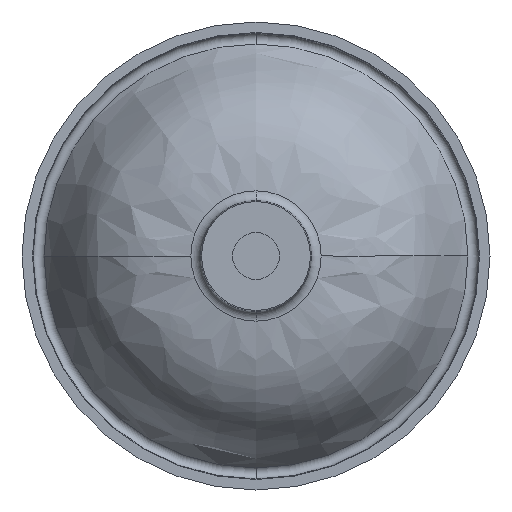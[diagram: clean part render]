
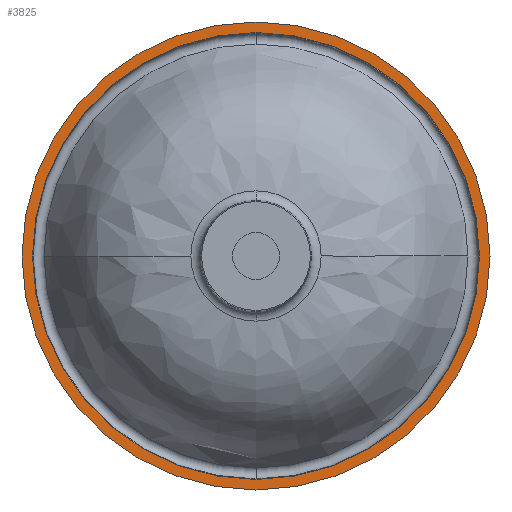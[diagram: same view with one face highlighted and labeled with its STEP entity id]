
A CAD part, front view. The second image highlights one B-rep face of the part: STEP entity #3825.
In plain terms, the highlighted planar face has unit normal (0, -1, 0).
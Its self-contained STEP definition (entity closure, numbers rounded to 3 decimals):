
#1 = AXIS2_PLACEMENT_3D ( 'NONE', #142, #2719, #3707 ) ;
#124 = EDGE_CURVE ( 'NONE', #1130, #4117, #3992, .T. ) ;
#142 = CARTESIAN_POINT ( 'NONE',  ( 0., -30., 0. ) ) ;
#210 = ORIENTED_EDGE ( 'NONE', *, *, #249, .T. ) ;
#249 = EDGE_CURVE ( 'NONE', #4117, #1130, #3306, .T. ) ;
#271 = AXIS2_PLACEMENT_3D ( 'NONE', #3659, #4018, #1702 ) ;
#371 = DIRECTION ( 'NONE',  ( 0., 1., 0. ) ) ;
#839 = CARTESIAN_POINT ( 'NONE',  ( 0., -30., 225.29 ) ) ;
#1028 = EDGE_CURVE ( 'NONE', #2626, #2263, #2411, .T. ) ;
#1100 = FACE_BOUND ( 'NONE', #4041, .T. ) ;
#1130 = VERTEX_POINT ( 'NONE', #839 ) ;
#1296 = AXIS2_PLACEMENT_3D ( 'NONE', #3908, #1928, #2233 ) ;
#1702 = DIRECTION ( 'NONE',  ( 0., 0., -1. ) ) ;
#1915 = CARTESIAN_POINT ( 'NONE',  ( 0., -30., 0. ) ) ;
#1928 = DIRECTION ( 'NONE',  ( 0., -1., 0. ) ) ;
#1951 = CARTESIAN_POINT ( 'NONE',  ( 0., -30., 0. ) ) ;
#2170 = ORIENTED_EDGE ( 'NONE', *, *, #124, .T. ) ;
#2233 = DIRECTION ( 'NONE',  ( 0., 0., -1. ) ) ;
#2263 = VERTEX_POINT ( 'NONE', #2708 ) ;
#2349 = ORIENTED_EDGE ( 'NONE', *, *, #1028, .T. ) ;
#2379 = ORIENTED_EDGE ( 'NONE', *, *, #4063, .T. ) ;
#2411 = CIRCLE ( 'NONE', #3629, 215.136 ) ;
#2583 = EDGE_LOOP ( 'NONE', ( #2170, #210 ) ) ;
#2626 = VERTEX_POINT ( 'NONE', #4196 ) ;
#2708 = CARTESIAN_POINT ( 'NONE',  ( 0., -30., 215.136 ) ) ;
#2719 = DIRECTION ( 'NONE',  ( 0., -1., 0. ) ) ;
#2964 = AXIS2_PLACEMENT_3D ( 'NONE', #1915, #3208, #3250 ) ;
#3032 = FACE_OUTER_BOUND ( 'NONE', #2583, .T. ) ;
#3208 = DIRECTION ( 'NONE',  ( 0., 1., 0. ) ) ;
#3250 = DIRECTION ( 'NONE',  ( 0., 0., -1. ) ) ;
#3272 = CARTESIAN_POINT ( 'NONE',  ( 0., -30., -225.29 ) ) ;
#3306 = CIRCLE ( 'NONE', #271, 225.29 ) ;
#3356 = PLANE ( 'NONE',  #1 ) ;
#3629 = AXIS2_PLACEMENT_3D ( 'NONE', #1951, #371, #3930 ) ;
#3659 = CARTESIAN_POINT ( 'NONE',  ( 0., -30., 0. ) ) ;
#3707 = DIRECTION ( 'NONE',  ( 0., 0., -1. ) ) ;
#3727 = CIRCLE ( 'NONE', #2964, 215.136 ) ;
#3825 = ADVANCED_FACE ( 'NONE', ( #1100, #3032 ), #3356, .T. ) ;
#3908 = CARTESIAN_POINT ( 'NONE',  ( 0., -30., 0. ) ) ;
#3930 = DIRECTION ( 'NONE',  ( 0., 0., -1. ) ) ;
#3992 = CIRCLE ( 'NONE', #1296, 225.29 ) ;
#4018 = DIRECTION ( 'NONE',  ( 0., -1., 0. ) ) ;
#4041 = EDGE_LOOP ( 'NONE', ( #2379, #2349 ) ) ;
#4063 = EDGE_CURVE ( 'NONE', #2263, #2626, #3727, .T. ) ;
#4117 = VERTEX_POINT ( 'NONE', #3272 ) ;
#4196 = CARTESIAN_POINT ( 'NONE',  ( 0., -30., -215.136 ) ) ;
